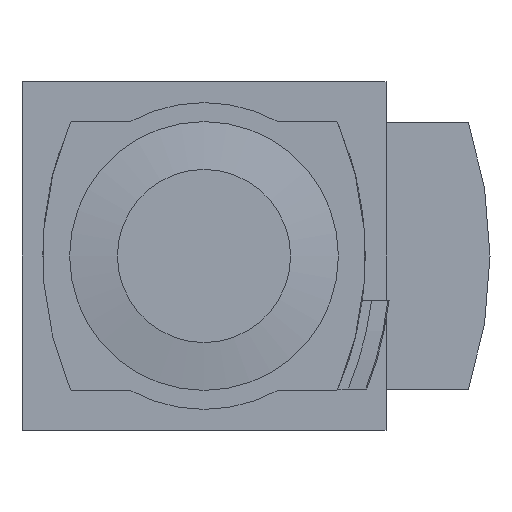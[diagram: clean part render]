
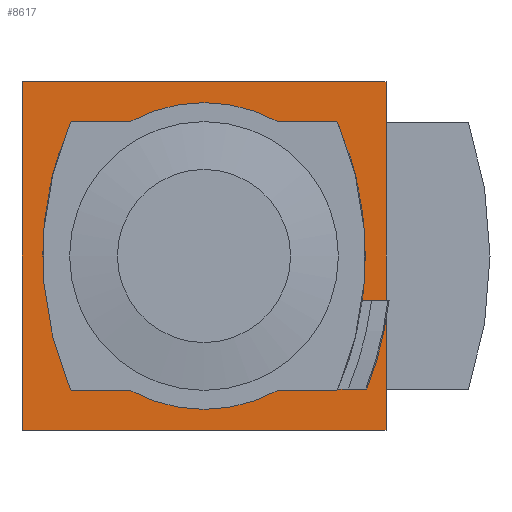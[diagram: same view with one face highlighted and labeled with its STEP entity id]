
A CAD part, front view. The second image highlights one B-rep face of the part: STEP entity #8617.
In plain terms, the highlighted planar face has unit normal (0, -1, 0).
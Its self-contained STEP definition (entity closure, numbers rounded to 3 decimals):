
#98=PLANE('',#9058);
#319=LINE('',#11629,#994);
#325=LINE('',#11642,#1000);
#515=LINE('',#12098,#1190);
#558=LINE('',#12210,#1233);
#625=LINE('',#12404,#1300);
#626=LINE('',#12408,#1301);
#627=LINE('',#12416,#1302);
#628=LINE('',#12420,#1303);
#629=LINE('',#12426,#1304);
#630=LINE('',#12430,#1305);
#994=VECTOR('',#9527,1000.);
#1000=VECTOR('',#9535,1000.);
#1190=VECTOR('',#9863,1000.);
#1233=VECTOR('',#9948,1000.);
#1300=VECTOR('',#10099,1000.);
#1301=VECTOR('',#10102,1000.);
#1302=VECTOR('',#10109,1000.);
#1303=VECTOR('',#10112,1000.);
#1304=VECTOR('',#10117,1000.);
#1305=VECTOR('',#10120,1000.);
#1807=CIRCLE('',#9059,0.3);
#1808=CIRCLE('',#9060,17.7);
#1809=CIRCLE('',#9061,0.3);
#1810=CIRCLE('',#9062,38.9);
#1811=CIRCLE('',#9063,0.3);
#1812=CIRCLE('',#9064,17.7);
#1813=CIRCLE('',#9065,0.3);
#1814=CIRCLE('',#9066,38.9);
#1815=CIRCLE('',#9067,39.95);
#2515=ORIENTED_EDGE('',*,*,#4161,.F.);
#2516=ORIENTED_EDGE('',*,*,#3935,.F.);
#2517=ORIENTED_EDGE('',*,*,#4220,.F.);
#2518=ORIENTED_EDGE('',*,*,#3929,.F.);
#2519=ORIENTED_EDGE('',*,*,#4312,.T.);
#2520=ORIENTED_EDGE('',*,*,#4313,.T.);
#2521=ORIENTED_EDGE('',*,*,#4314,.T.);
#2522=ORIENTED_EDGE('',*,*,#4315,.T.);
#2523=ORIENTED_EDGE('',*,*,#4316,.T.);
#2524=ORIENTED_EDGE('',*,*,#4317,.T.);
#2525=ORIENTED_EDGE('',*,*,#4318,.T.);
#2526=ORIENTED_EDGE('',*,*,#4319,.T.);
#2527=ORIENTED_EDGE('',*,*,#4320,.T.);
#2528=ORIENTED_EDGE('',*,*,#4321,.T.);
#2529=ORIENTED_EDGE('',*,*,#4322,.T.);
#2530=ORIENTED_EDGE('',*,*,#4323,.T.);
#2531=ORIENTED_EDGE('',*,*,#4324,.T.);
#2532=ORIENTED_EDGE('',*,*,#4325,.T.);
#2533=ORIENTED_EDGE('',*,*,#4326,.T.);
#3929=EDGE_CURVE('',#4865,#4866,#319,.T.);
#3935=EDGE_CURVE('',#4871,#4872,#325,.T.);
#4161=EDGE_CURVE('',#4872,#4865,#515,.T.);
#4220=EDGE_CURVE('',#4866,#4871,#558,.T.);
#4312=EDGE_CURVE('',#5184,#5185,#1807,.T.);
#4313=EDGE_CURVE('',#5185,#5186,#625,.T.);
#4314=EDGE_CURVE('',#5186,#5187,#1808,.T.);
#4315=EDGE_CURVE('',#5187,#5188,#626,.T.);
#4316=EDGE_CURVE('',#5188,#5189,#1809,.T.);
#4317=EDGE_CURVE('',#5189,#5190,#1810,.T.);
#4318=EDGE_CURVE('',#5190,#5191,#1811,.T.);
#4319=EDGE_CURVE('',#5191,#5192,#627,.T.);
#4320=EDGE_CURVE('',#5192,#5193,#1812,.T.);
#4321=EDGE_CURVE('',#5193,#5194,#628,.T.);
#4322=EDGE_CURVE('',#5194,#5195,#1813,.T.);
#4323=EDGE_CURVE('',#5195,#5196,#1814,.T.);
#4324=EDGE_CURVE('',#5196,#5197,#629,.T.);
#4325=EDGE_CURVE('',#5197,#5198,#1815,.T.);
#4326=EDGE_CURVE('',#5198,#5184,#630,.T.);
#4865=VERTEX_POINT('',#11628);
#4866=VERTEX_POINT('',#11630);
#4871=VERTEX_POINT('',#11641);
#4872=VERTEX_POINT('',#11643);
#5184=VERTEX_POINT('',#12402);
#5185=VERTEX_POINT('',#12403);
#5186=VERTEX_POINT('',#12405);
#5187=VERTEX_POINT('',#12407);
#5188=VERTEX_POINT('',#12409);
#5189=VERTEX_POINT('',#12411);
#5190=VERTEX_POINT('',#12413);
#5191=VERTEX_POINT('',#12415);
#5192=VERTEX_POINT('',#12417);
#5193=VERTEX_POINT('',#12419);
#5194=VERTEX_POINT('',#12421);
#5195=VERTEX_POINT('',#12423);
#5196=VERTEX_POINT('',#12425);
#5197=VERTEX_POINT('',#12427);
#5198=VERTEX_POINT('',#12429);
#5554=EDGE_LOOP('',(#2515,#2516,#2517,#2518));
#5555=EDGE_LOOP('',(#2519,#2520,#2521,#2522,#2523,#2524,#2525,#2526,#2527,
#2528,#2529,#2530,#2531,#2532,#2533));
#5912=FACE_BOUND('',#5554,.T.);
#5913=FACE_BOUND('',#5555,.T.);
#8617=ADVANCED_FACE('',(#5912,#5913),#98,.F.);
#9058=AXIS2_PLACEMENT_3D('',#12400,#10095,#10096);
#9059=AXIS2_PLACEMENT_3D('',#12401,#10097,#10098);
#9060=AXIS2_PLACEMENT_3D('',#12406,#10100,#10101);
#9061=AXIS2_PLACEMENT_3D('',#12410,#10103,#10104);
#9062=AXIS2_PLACEMENT_3D('',#12412,#10105,#10106);
#9063=AXIS2_PLACEMENT_3D('',#12414,#10107,#10108);
#9064=AXIS2_PLACEMENT_3D('',#12418,#10110,#10111);
#9065=AXIS2_PLACEMENT_3D('',#12422,#10113,#10114);
#9066=AXIS2_PLACEMENT_3D('',#12424,#10115,#10116);
#9067=AXIS2_PLACEMENT_3D('',#12428,#10118,#10119);
#9527=DIRECTION('',(0.,0.,1.));
#9535=DIRECTION('',(0.,0.,-1.));
#9863=DIRECTION('',(-1.,0.,0.));
#9948=DIRECTION('',(1.,0.,0.));
#10095=DIRECTION('',(0.,1.,0.));
#10096=DIRECTION('',(0.,0.,1.));
#10097=DIRECTION('',(0.,1.,0.));
#10098=DIRECTION('',(1.,0.,0.));
#10099=DIRECTION('',(-1.,0.,0.));
#10100=DIRECTION('',(0.,1.,0.));
#10101=DIRECTION('',(1.,0.,0.));
#10102=DIRECTION('',(-1.,0.,0.));
#10103=DIRECTION('',(0.,1.,0.));
#10104=DIRECTION('',(1.,0.,0.));
#10105=DIRECTION('',(0.,1.,0.));
#10106=DIRECTION('',(1.,0.,0.));
#10107=DIRECTION('',(0.,1.,0.));
#10108=DIRECTION('',(1.,0.,0.));
#10109=DIRECTION('',(1.,0.,0.));
#10110=DIRECTION('',(0.,1.,0.));
#10111=DIRECTION('',(1.,0.,0.));
#10112=DIRECTION('',(1.,0.,0.));
#10113=DIRECTION('',(0.,1.,0.));
#10114=DIRECTION('',(1.,0.,0.));
#10115=DIRECTION('',(0.,1.,0.));
#10116=DIRECTION('',(1.,0.,0.));
#10117=DIRECTION('',(1.,0.,0.));
#10118=DIRECTION('',(0.,1.,0.));
#10119=DIRECTION('',(0.,0.,1.));
#10120=DIRECTION('',(-1.,0.,0.));
#11628=CARTESIAN_POINT('',(-21.,-31.5,-20.1));
#11629=CARTESIAN_POINT('',(-21.,-31.5,-20.1));
#11630=CARTESIAN_POINT('',(-21.,-31.5,20.1));
#11641=CARTESIAN_POINT('',(21.,-31.5,20.1));
#11642=CARTESIAN_POINT('',(21.,-31.5,20.1));
#11643=CARTESIAN_POINT('',(21.,-31.5,-20.1));
#12098=CARTESIAN_POINT('',(21.,-31.5,-20.1));
#12210=CARTESIAN_POINT('',(-21.,-31.5,20.1));
#12400=CARTESIAN_POINT('',(0.,-31.5,0.));
#12401=CARTESIAN_POINT('',(15.181,-31.5,-15.2));
#12402=CARTESIAN_POINT('',(15.442,-31.5,-15.349));
#12403=CARTESIAN_POINT('',(15.181,-31.5,-15.5));
#12404=CARTESIAN_POINT('',(14.091,-31.5,-15.5));
#12405=CARTESIAN_POINT('',(8.546,-31.5,-15.5));
#12406=CARTESIAN_POINT('',(0.,-31.5,0.));
#12407=CARTESIAN_POINT('',(-8.546,-31.5,-15.5));
#12408=CARTESIAN_POINT('',(-8.546,-31.5,-15.5));
#12409=CARTESIAN_POINT('',(-15.181,-31.5,-15.5));
#12410=CARTESIAN_POINT('',(-15.181,-31.5,-15.2));
#12411=CARTESIAN_POINT('',(-15.457,-31.5,-15.318));
#12412=CARTESIAN_POINT('',(20.3,-31.5,0.));
#12413=CARTESIAN_POINT('',(-15.457,-31.5,15.318));
#12414=CARTESIAN_POINT('',(-15.181,-31.5,15.2));
#12415=CARTESIAN_POINT('',(-15.181,-31.5,15.5));
#12416=CARTESIAN_POINT('',(-15.181,-31.5,15.5));
#12417=CARTESIAN_POINT('',(-8.546,-31.5,15.5));
#12418=CARTESIAN_POINT('',(0.,-31.5,0.));
#12419=CARTESIAN_POINT('',(8.546,-31.5,15.5));
#12420=CARTESIAN_POINT('',(8.546,-31.5,15.5));
#12421=CARTESIAN_POINT('',(15.181,-31.5,15.5));
#12422=CARTESIAN_POINT('',(15.181,-31.5,15.2));
#12423=CARTESIAN_POINT('',(15.457,-31.5,15.318));
#12424=CARTESIAN_POINT('',(-20.3,-31.5,0.));
#12425=CARTESIAN_POINT('',(18.259,-31.5,-5.142));
#12426=CARTESIAN_POINT('',(17.25,-31.5,-5.142));
#12427=CARTESIAN_POINT('',(19.337,-31.5,-5.142));
#12428=CARTESIAN_POINT('',(-20.3,-31.5,-0.15));
#12429=CARTESIAN_POINT('',(16.646,-31.5,-15.349));
#12430=CARTESIAN_POINT('',(30.,-31.5,-15.349));
